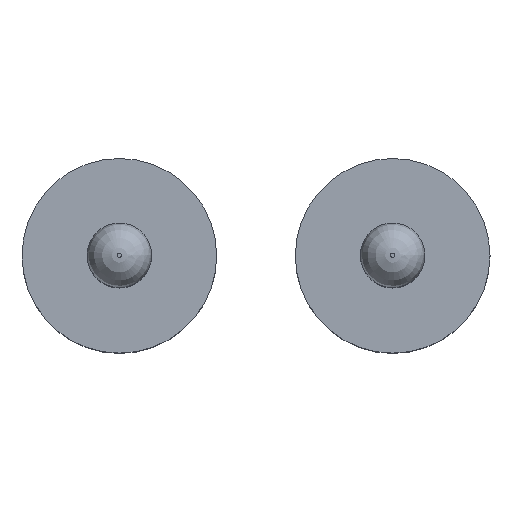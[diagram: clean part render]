
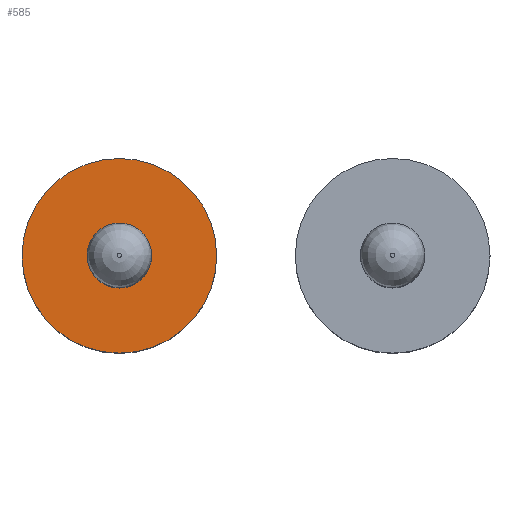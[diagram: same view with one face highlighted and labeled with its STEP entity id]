
A CAD part, top view. The second image highlights one B-rep face of the part: STEP entity #585.
In plain terms, the highlighted planar face has unit normal (0, 0, 1).
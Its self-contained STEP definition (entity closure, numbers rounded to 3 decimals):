
#512 = CYLINDRICAL_SURFACE('',#513,0.905);
#513 = AXIS2_PLACEMENT_3D('',#514,#515,#516);
#514 = CARTESIAN_POINT('',(0.,0.,2.96));
#515 = DIRECTION('',(0.,0.,-1.));
#516 = DIRECTION('',(1.,0.,0.));
#531 = VERTEX_POINT('',#532);
#532 = CARTESIAN_POINT('',(0.905,0.,4.96));
#553 = EDGE_CURVE('',#531,#531,#554,.T.);
#554 = SURFACE_CURVE('',#555,(#560,#567),.PCURVE_S1.);
#555 = CIRCLE('',#556,0.905);
#556 = AXIS2_PLACEMENT_3D('',#557,#558,#559);
#557 = CARTESIAN_POINT('',(0.,0.,4.96));
#558 = DIRECTION('',(0.,0.,1.));
#559 = DIRECTION('',(1.,0.,0.));
#560 = PCURVE('',#512,#561);
#561 = DEFINITIONAL_REPRESENTATION('',(#562),#566);
#562 = LINE('',#563,#564);
#563 = CARTESIAN_POINT('',(0.,-2.));
#564 = VECTOR('',#565,1.);
#565 = DIRECTION('',(-1.,0.));
#566 = ( GEOMETRIC_REPRESENTATION_CONTEXT(2) 
PARAMETRIC_REPRESENTATION_CONTEXT() REPRESENTATION_CONTEXT('2D SPACE',''
  ) );
#567 = PCURVE('',#568,#573);
#568 = PLANE('',#569);
#569 = AXIS2_PLACEMENT_3D('',#570,#571,#572);
#570 = CARTESIAN_POINT('',(0.905,0.,4.96));
#571 = DIRECTION('',(0.,0.,-1.));
#572 = DIRECTION('',(-1.,0.,0.));
#573 = DEFINITIONAL_REPRESENTATION('',(#574),#582);
#574 = ( BOUNDED_CURVE() B_SPLINE_CURVE(2,(#575,#576,#577,#578,#579,#580
,#581),.UNSPECIFIED.,.F.,.F.) B_SPLINE_CURVE_WITH_KNOTS((1,2,2,2,2,1),(
    -2.094,0.,2.094,4.189,6.283,
8.378),.UNSPECIFIED.) CURVE() GEOMETRIC_REPRESENTATION_ITEM() 
RATIONAL_B_SPLINE_CURVE((1.,0.5,1.,0.5,1.,0.5,1.)) REPRESENTATION_ITEM(
  '') );
#575 = CARTESIAN_POINT('',(0.,0.));
#576 = CARTESIAN_POINT('',(0.,1.568));
#577 = CARTESIAN_POINT('',(1.358,0.784));
#578 = CARTESIAN_POINT('',(2.715,0.));
#579 = CARTESIAN_POINT('',(1.358,-0.784));
#580 = CARTESIAN_POINT('',(0.,-1.568));
#581 = CARTESIAN_POINT('',(0.,0.));
#582 = ( GEOMETRIC_REPRESENTATION_CONTEXT(2) 
PARAMETRIC_REPRESENTATION_CONTEXT() REPRESENTATION_CONTEXT('2D SPACE',''
  ) );
#585 = ADVANCED_FACE('',(#586,#589),#568,.F.);
#586 = FACE_BOUND('',#587,.F.);
#587 = EDGE_LOOP('',(#588));
#588 = ORIENTED_EDGE('',*,*,#553,.F.);
#589 = FACE_BOUND('',#590,.F.);
#590 = EDGE_LOOP('',(#591));
#591 = ORIENTED_EDGE('',*,*,#592,.T.);
#592 = EDGE_CURVE('',#593,#593,#595,.T.);
#593 = VERTEX_POINT('',#594);
#594 = CARTESIAN_POINT('',(0.3,0.,4.96));
#595 = SURFACE_CURVE('',#596,(#601,#612),.PCURVE_S1.);
#596 = CIRCLE('',#597,0.3);
#597 = AXIS2_PLACEMENT_3D('',#598,#599,#600);
#598 = CARTESIAN_POINT('',(0.,0.,4.96));
#599 = DIRECTION('',(0.,0.,1.));
#600 = DIRECTION('',(1.,0.,0.));
#601 = PCURVE('',#568,#602);
#602 = DEFINITIONAL_REPRESENTATION('',(#603),#611);
#603 = ( BOUNDED_CURVE() B_SPLINE_CURVE(2,(#604,#605,#606,#607,#608,#609
,#610),.UNSPECIFIED.,.T.,.F.) B_SPLINE_CURVE_WITH_KNOTS((1,2,2,2,2,1),(
    -2.094,0.,2.094,4.189,6.283,
8.378),.UNSPECIFIED.) CURVE() GEOMETRIC_REPRESENTATION_ITEM() 
RATIONAL_B_SPLINE_CURVE((1.,0.5,1.,0.5,1.,0.5,1.)) REPRESENTATION_ITEM(
  '') );
#604 = CARTESIAN_POINT('',(0.605,0.));
#605 = CARTESIAN_POINT('',(0.605,0.52));
#606 = CARTESIAN_POINT('',(1.055,0.26));
#607 = CARTESIAN_POINT('',(1.505,0.));
#608 = CARTESIAN_POINT('',(1.055,-0.26));
#609 = CARTESIAN_POINT('',(0.605,-0.52));
#610 = CARTESIAN_POINT('',(0.605,0.));
#611 = ( GEOMETRIC_REPRESENTATION_CONTEXT(2) 
PARAMETRIC_REPRESENTATION_CONTEXT() REPRESENTATION_CONTEXT('2D SPACE',''
  ) );
#612 = PCURVE('',#613,#618);
#613 = CYLINDRICAL_SURFACE('',#614,0.3);
#614 = AXIS2_PLACEMENT_3D('',#615,#616,#617);
#615 = CARTESIAN_POINT('',(0.,0.,4.96));
#616 = DIRECTION('',(0.,0.,-1.));
#617 = DIRECTION('',(1.,0.,0.));
#618 = DEFINITIONAL_REPRESENTATION('',(#619),#623);
#619 = LINE('',#620,#621);
#620 = CARTESIAN_POINT('',(0.,0.));
#621 = VECTOR('',#622,1.);
#622 = DIRECTION('',(-1.,0.));
#623 = ( GEOMETRIC_REPRESENTATION_CONTEXT(2) 
PARAMETRIC_REPRESENTATION_CONTEXT() REPRESENTATION_CONTEXT('2D SPACE',''
  ) );
